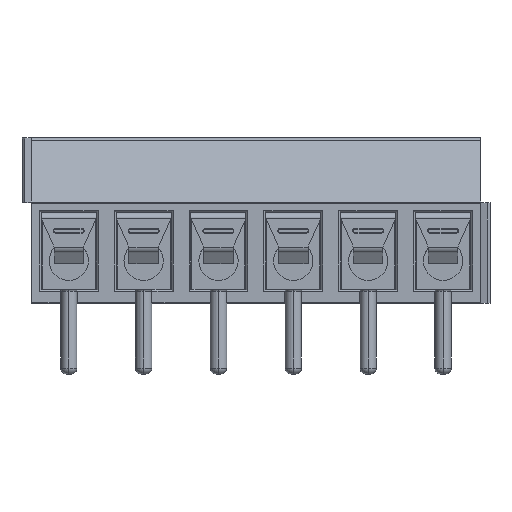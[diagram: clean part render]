
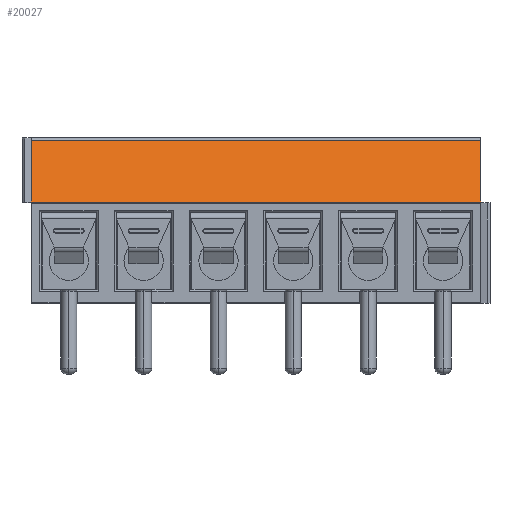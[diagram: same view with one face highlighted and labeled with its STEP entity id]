
A CAD part, top view. The second image highlights one B-rep face of the part: STEP entity #20027.
In plain terms, the highlighted planar face has unit normal (0, 0.407, 0.913).
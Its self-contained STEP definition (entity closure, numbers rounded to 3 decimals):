
#17 = EDGE_CURVE ( 'NONE', #19516, #29229, #3333, .T. ) ;
#1948 = CARTESIAN_POINT ( 'NONE',  ( 22.86, 4.2, 2.031 ) ) ;
#2018 = CARTESIAN_POINT ( 'NONE',  ( 22.86, 0.939, 3.483 ) ) ;
#2085 = DIRECTION ( 'NONE',  ( 0., -0.914, 0.407 ) ) ;
#2334 = VECTOR ( 'NONE', #2085, 1000. ) ;
#2340 = CARTESIAN_POINT ( 'NONE',  ( 22.86, 4.2, 2.031 ) ) ;
#3333 = LINE ( 'NONE', #1948, #2334 ) ;
#5490 = DIRECTION ( 'NONE',  ( 0., 0.914, -0.407 ) ) ;
#6062 = AXIS2_PLACEMENT_3D ( 'NONE', #2340, #23967, #5490 ) ;
#9349 = ORIENTED_EDGE ( 'NONE', *, *, #17279, .T. ) ;
#9923 = DIRECTION ( 'NONE',  ( -1., 0., 0. ) ) ;
#11009 = VECTOR ( 'NONE', #15259, 1000. ) ;
#11988 = LINE ( 'NONE', #40002, #11009 ) ;
#12663 = VECTOR ( 'NONE', #9923, 1000. ) ;
#13292 = ORIENTED_EDGE ( 'NONE', *, *, #14780, .T. ) ;
#14491 = DIRECTION ( 'NONE',  ( 1., 0., 0. ) ) ;
#14780 = EDGE_CURVE ( 'NONE', #19516, #30481, #20835, .T. ) ;
#15259 = DIRECTION ( 'NONE',  ( 0., -0.914, 0.407 ) ) ;
#16211 = VERTEX_POINT ( 'NONE', #35957 ) ;
#17279 = EDGE_CURVE ( 'NONE', #30481, #16211, #11988, .T. ) ;
#19458 = CARTESIAN_POINT ( 'NONE',  ( 0., 4.081, 2.084 ) ) ;
#19516 = VERTEX_POINT ( 'NONE', #33359 ) ;
#20027 = ADVANCED_FACE ( 'NONE', ( #27102 ), #20857, .F. ) ;
#20835 = LINE ( 'NONE', #22150, #12663 ) ;
#20857 = PLANE ( 'NONE',  #6062 ) ;
#22150 = CARTESIAN_POINT ( 'NONE',  ( 22.86, 4.081, 2.084 ) ) ;
#23967 = DIRECTION ( 'NONE',  ( 0., -0.407, -0.914 ) ) ;
#27102 = FACE_OUTER_BOUND ( 'NONE', #32567, .T. ) ;
#28506 = EDGE_CURVE ( 'NONE', #16211, #29229, #29052, .T. ) ;
#29052 = LINE ( 'NONE', #2018, #36323 ) ;
#29229 = VERTEX_POINT ( 'NONE', #31850 ) ;
#30481 = VERTEX_POINT ( 'NONE', #19458 ) ;
#31850 = CARTESIAN_POINT ( 'NONE',  ( 22.86, 0.939, 3.483 ) ) ;
#32567 = EDGE_LOOP ( 'NONE', ( #9349, #32669, #35824, #13292 ) ) ;
#32669 = ORIENTED_EDGE ( 'NONE', *, *, #28506, .T. ) ;
#33359 = CARTESIAN_POINT ( 'NONE',  ( 22.86, 4.081, 2.084 ) ) ;
#35824 = ORIENTED_EDGE ( 'NONE', *, *, #17, .F. ) ;
#35957 = CARTESIAN_POINT ( 'NONE',  ( 0., 0.939, 3.483 ) ) ;
#36323 = VECTOR ( 'NONE', #14491, 1000. ) ;
#40002 = CARTESIAN_POINT ( 'NONE',  ( 0., 4.2, 2.031 ) ) ;
